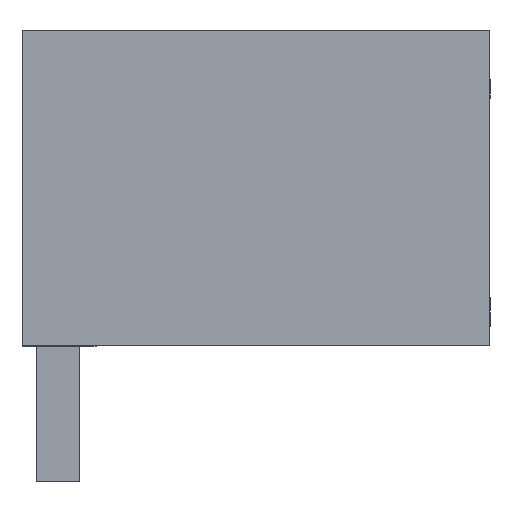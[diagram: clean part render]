
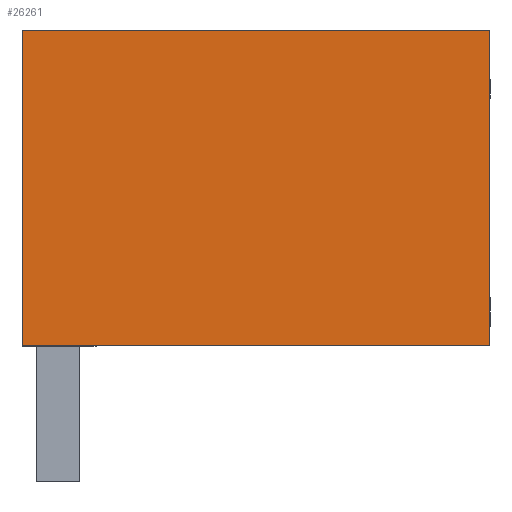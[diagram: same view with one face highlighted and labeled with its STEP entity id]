
A CAD part, left-side view. The second image highlights one B-rep face of the part: STEP entity #26261.
In plain terms, the highlighted planar face has unit normal (-1, 0, 0).
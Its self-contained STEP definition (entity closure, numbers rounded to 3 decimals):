
#26248=AXIS2_PLACEMENT_3D('Plane Axis2P3D',#26245,#26246,#26247) ;
#14624=CARTESIAN_POINT('Vertex',(0.,11.05,10.65)) ;
#14627=CARTESIAN_POINT('Line Origine',(0.,5.525,10.65)) ;
#14631=CARTESIAN_POINT('Vertex',(0.,0.,10.65)) ;
#15734=CARTESIAN_POINT('Line Origine',(0.,0.,6.925)) ;
#15738=CARTESIAN_POINT('Vertex',(0.,0.,3.2)) ;
#18886=CARTESIAN_POINT('Vertex',(0.,11.05,3.2)) ;
#18889=CARTESIAN_POINT('Line Origine',(0.,11.05,6.925)) ;
#26245=CARTESIAN_POINT('Axis2P3D Location',(0.,11.05,0.)) ;
#26250=CARTESIAN_POINT('Line Origine',(0.,5.525,3.2)) ;
#14628=DIRECTION('Vector Direction',(0.,-1.,0.)) ;
#15735=DIRECTION('Vector Direction',(0.,0.,1.)) ;
#18890=DIRECTION('Vector Direction',(0.,0.,-1.)) ;
#26246=DIRECTION('Axis2P3D Direction',(-1.,0.,0.)) ;
#26247=DIRECTION('Axis2P3D XDirection',(0.,-1.,0.)) ;
#26251=DIRECTION('Vector Direction',(0.,1.,0.)) ;
#14629=VECTOR('Line Direction',#14628,1.) ;
#15736=VECTOR('Line Direction',#15735,1.) ;
#18891=VECTOR('Line Direction',#18890,1.) ;
#26252=VECTOR('Line Direction',#26251,1.) ;
#26256=ORIENTED_EDGE('',*,*,#18893,.T.) ;
#26257=ORIENTED_EDGE('',*,*,#26254,.T.) ;
#26258=ORIENTED_EDGE('',*,*,#15740,.T.) ;
#26259=ORIENTED_EDGE('',*,*,#14633,.T.) ;
#26261=ADVANCED_FACE('HOUSING',(#26260),#26249,.T.) ;
#14633=EDGE_CURVE('',#14632,#14625,#14630,.F.) ;
#15740=EDGE_CURVE('',#15739,#14632,#15737,.T.) ;
#18893=EDGE_CURVE('',#14625,#18887,#18892,.T.) ;
#26254=EDGE_CURVE('',#18887,#15739,#26253,.F.) ;
#26255=EDGE_LOOP('',(#26256,#26257,#26258,#26259)) ;
#26260=FACE_OUTER_BOUND('',#26255,.T.) ;
#14630=LINE('Line',#14627,#14629) ;
#15737=LINE('Line',#15734,#15736) ;
#18892=LINE('Line',#18889,#18891) ;
#26253=LINE('Line',#26250,#26252) ;
#26249=PLANE('',#26248) ;
#14625=VERTEX_POINT('',#14624) ;
#14632=VERTEX_POINT('',#14631) ;
#15739=VERTEX_POINT('',#15738) ;
#18887=VERTEX_POINT('',#18886) ;
